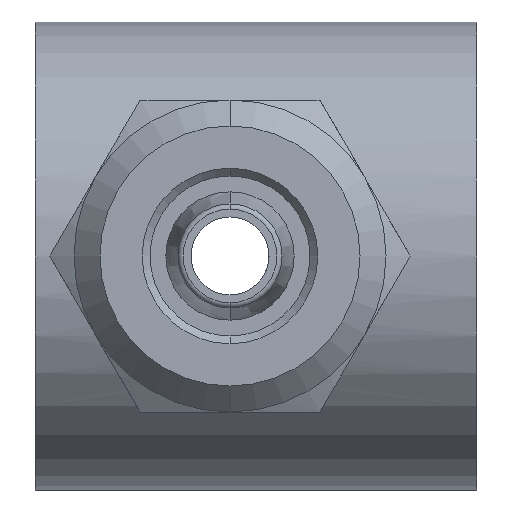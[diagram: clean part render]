
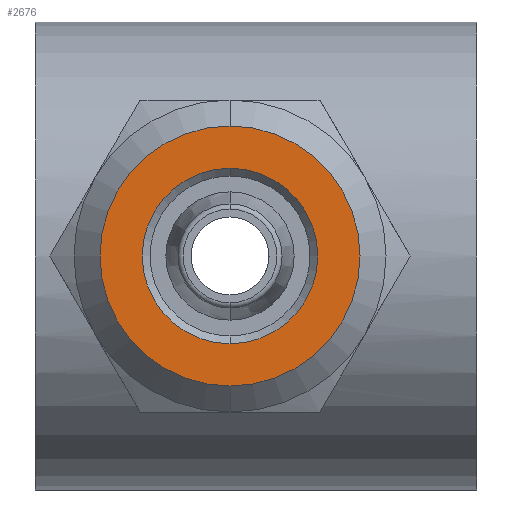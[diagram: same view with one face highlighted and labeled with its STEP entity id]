
A CAD part, left-side view. The second image highlights one B-rep face of the part: STEP entity #2676.
In plain terms, the highlighted planar face has unit normal (-1, 0, 0).
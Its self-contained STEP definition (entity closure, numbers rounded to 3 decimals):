
#105 = EDGE_CURVE ( 'NONE', #3401, #3372, #3113, .T. ) ;
#803 = EDGE_CURVE ( 'NONE', #3394, #3364, #2330, .T. ) ;
#879 = CARTESIAN_POINT ( 'NONE',  ( -24.852, 0., 0. ) ) ;
#880 = DIRECTION ( 'NONE',  ( 1., 0., 0. ) ) ;
#881 = DIRECTION ( 'NONE',  ( 0., 0., -1. ) ) ;
#961 = CARTESIAN_POINT ( 'NONE',  ( -24.852, 0., 0. ) ) ;
#962 = DIRECTION ( 'NONE',  ( 1., 0., 0. ) ) ;
#963 = DIRECTION ( 'NONE',  ( 0., 0., -1. ) ) ;
#964 = CARTESIAN_POINT ( 'NONE',  ( -24.852, 0., 0. ) ) ;
#965 = DIRECTION ( 'NONE',  ( 1., 0., 0. ) ) ;
#966 = DIRECTION ( 'NONE',  ( 0., 0., -1. ) ) ;
#1234 = PLANE ( 'NONE',  #1394 ) ;
#1235 = CARTESIAN_POINT ( 'NONE',  ( -24.852, 5., 0. ) ) ;
#1236 = DIRECTION ( 'NONE',  ( -1., 0., 0. ) ) ;
#1237 = DIRECTION ( 'NONE',  ( 0., 0., 1. ) ) ;
#1394 = AXIS2_PLACEMENT_3D ( 'NONE', #1235, #1236, #1237 ) ;
#1592 = CARTESIAN_POINT ( 'NONE',  ( -24.852, 0., 5. ) ) ;
#1600 = CARTESIAN_POINT ( 'NONE',  ( -24.852, 0., -3.375 ) ) ;
#1622 = CARTESIAN_POINT ( 'NONE',  ( -24.852, 0., -5. ) ) ;
#1629 = CARTESIAN_POINT ( 'NONE',  ( -24.852, 0., 3.375 ) ) ;
#2330 = CIRCLE ( 'NONE', #3888, 5. ) ;
#2507 = ORIENTED_EDGE ( 'NONE', *, *, #803, .F. ) ;
#2524 = ORIENTED_EDGE ( 'NONE', *, *, #105, .T. ) ;
#2551 = ORIENTED_EDGE ( 'NONE', *, *, #2617, .F. ) ;
#2579 = ORIENTED_EDGE ( 'NONE', *, *, #2618, .T. ) ;
#2590 = EDGE_LOOP ( 'NONE', ( #2507, #2551 ) ) ;
#2595 = EDGE_LOOP ( 'NONE', ( #2524, #2579 ) ) ;
#2617 = EDGE_CURVE ( 'NONE', #3364, #3394, #3885, .T. ) ;
#2618 = EDGE_CURVE ( 'NONE', #3372, #3401, #3873, .T. ) ;
#2676 = ADVANCED_FACE ( 'NONE', ( #3752, #3753 ), #1234, .T. ) ;
#2784 = CARTESIAN_POINT ( 'NONE',  ( -24.852, 0., 0. ) ) ;
#2785 = DIRECTION ( 'NONE',  ( 1., 0., 0. ) ) ;
#2786 = DIRECTION ( 'NONE',  ( 0., 0., -1. ) ) ;
#3112 = AXIS2_PLACEMENT_3D ( 'NONE', #2784, #2785, #2786 ) ;
#3113 = CIRCLE ( 'NONE', #3112, 3.375 ) ;
#3364 = VERTEX_POINT ( 'NONE', #1592 ) ;
#3372 = VERTEX_POINT ( 'NONE', #1600 ) ;
#3394 = VERTEX_POINT ( 'NONE', #1622 ) ;
#3401 = VERTEX_POINT ( 'NONE', #1629 ) ;
#3752 = FACE_BOUND ( 'NONE', #2595, .T. ) ;
#3753 = FACE_OUTER_BOUND ( 'NONE', #2590, .T. ) ;
#3867 = AXIS2_PLACEMENT_3D ( 'NONE', #964, #965, #966 ) ;
#3870 = AXIS2_PLACEMENT_3D ( 'NONE', #961, #962, #963 ) ;
#3873 = CIRCLE ( 'NONE', #3867, 3.375 ) ;
#3885 = CIRCLE ( 'NONE', #3870, 5. ) ;
#3888 = AXIS2_PLACEMENT_3D ( 'NONE', #879, #880, #881 ) ;
